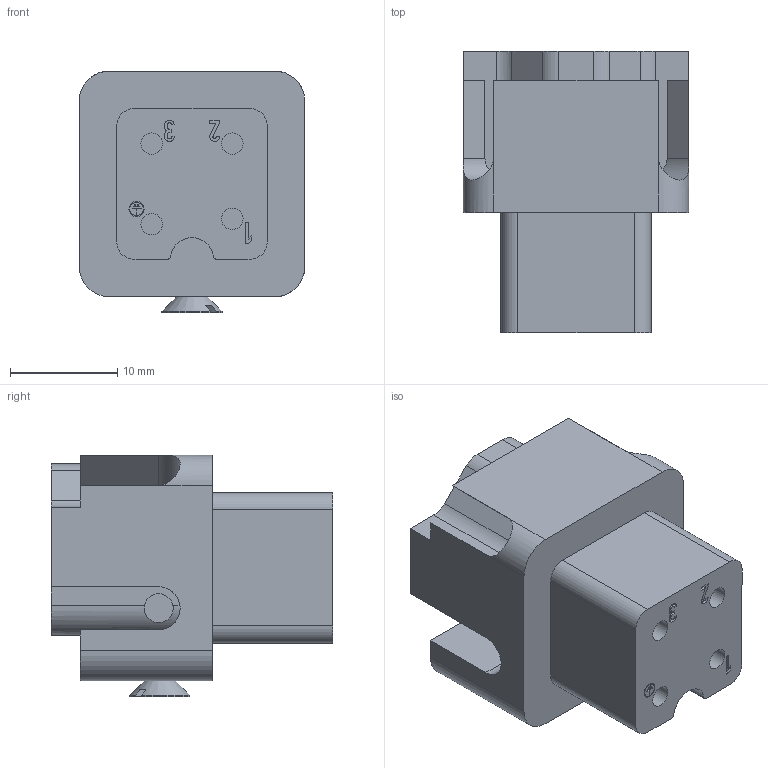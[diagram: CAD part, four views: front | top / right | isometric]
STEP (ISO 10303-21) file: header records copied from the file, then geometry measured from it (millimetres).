
FILE_DESCRIPTION(/* description */ (''),/* implementation_level */ '2;1');
FILE_NAME(/* name */ '100094970ugm000_b.stp',/* time_stamp */ '2017-09-28T17:34:04+02:00',/* author */ (''),/* organization */ (''),/* preprocessor_version */ 'ST-DEVELOPER v16',/* originating_system */ 'SIEMENS PLM Software NX 10.0',/* authorisation */ '');
FILE_SCHEMA (('AUTOMOTIVE_DESIGN { 1 0 10303 214 3 1 1 1 }'));
Length unit declared in the file: millimetre
Products named in the file (1): 100094970ugm000_b
Bounding box: 21 x 26.2 x 22.5 mm (x, y, z)
Volume: 6928.6 mm3; surface area: 3598.7 mm2
Topology: 1 solids, 1 shells, 337 faces, 877 edges, 585 vertices
Faces by surface type: plane 259, cylinder 76, cone 2
Full cylindrical faces by diameter (mm): 0.261 x1, 0.288 x1, 1.26 x2, 1.4 x2, 2 x4, 2.7 x4, 3 x1, 3.4 x4
Entity records: 11145 total; most frequent: CARTESIAN_POINT 2039, ORIENTED_EDGE 1712, DIRECTION 1681, EDGE_CURVE 856, LINE 663, VECTOR 663, VERTEX_POINT 584, AXIS2_PLACEMENT_3D 509
